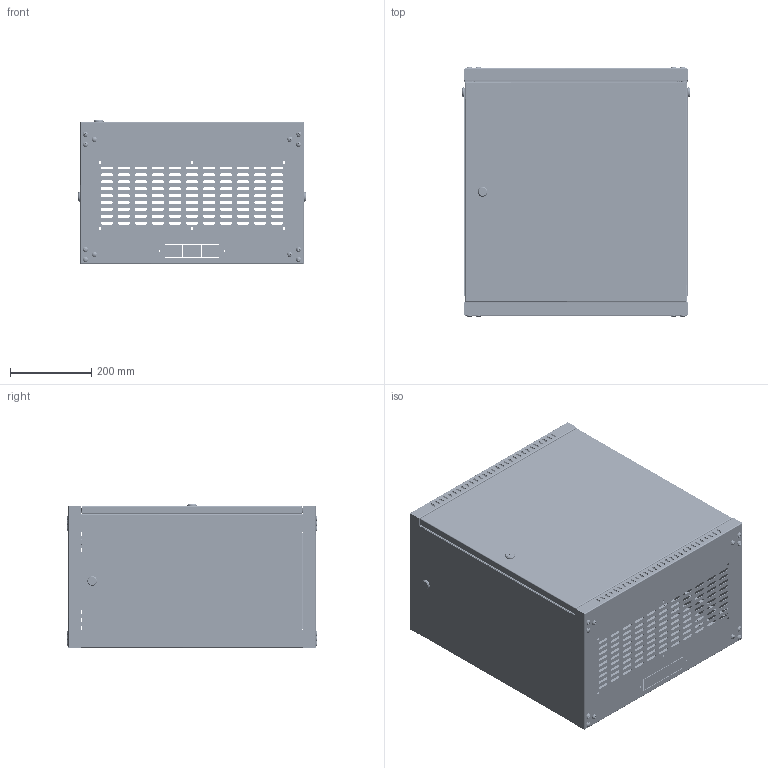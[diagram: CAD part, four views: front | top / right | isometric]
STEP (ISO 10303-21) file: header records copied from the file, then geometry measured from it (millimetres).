
FILE_DESCRIPTION (( 'STEP AP203' ), '1' );
FILE_NAME ('LWE3-12U53-MF-G.STEP', '2024-10-24T13:42:29', ( '' ), ( '' ), 'SwSTEP 2.0', 'SolidWorks 2022', '' );
FILE_SCHEMA (( 'CONFIG_CONTROL_DESIGN' ));
Length unit declared in the file: millimetre
Products named in the file (25): Винт полусфера с прессшайбой DIN 967_M6х16; Шпилька резьбовая М(DxL) PT DIN EN ISO 13918_6х12; АГИЕ 3202.02.00.000_-07; АГИЕ 3202.00.00.002_-04; Винт DIN 7985_М6х16, тип H; АГИЕ 3202.04.00.000_-04; АГИЕ 3202.06.00.000_-00; Винт резьбовыдавливающий М4x8_-00; АГИЕ 3202.04.00.001_-04; Замок 18-20_40 (YZK10-18-20-40); АГИЕ 3202.03.00.000_-02; АГИЕ 3202.02.00.001_-07; АГИЕ 3202.05.00.001_-08; Петля 2414-01-90 Yeeka; АГИЕ 3202.02.00.000_-06; АГИЕ 3202.05.00.000_-08; АГИЕ 3202.01.00.000_-00; АГИЕ 3202.03.00.001_-02; Контакт заземления однолепестковый Тип F1_DIN EN ISO 13918; АГИЕ 3202.01.00.001_-00; LWE3-12U53-MF-G; АГИЕ 3202.00.00.001_-00; Заклёпка резьбовая ум. бортик c насечкой_Заклепка резьбовая М6 ум. бортик с насечкой арт. 0371206009 Bralo S=1; Гайка кузовная М6_M 6; АГИЕ 3202.02.00.001_-06
Assembly tree (88 placements, depth 3):
  LWE3-12U53-MF-G
    АГИЕ 3202.01.00.000_-00  x2
      АГИЕ 3202.01.00.001_-00
      Шпилька резьбовая М(DxL) PT DIN EN ISO 13918_6х12
      Контакт заземления однолепестковый Тип F1_DIN EN ISO 13918
    АГИЕ 3202.02.00.000_-06  x2
      АГИЕ 3202.02.00.001_-06
      Заклёпка резьбовая ум. бортик c насечкой_Заклепка резьбовая М6 ум. бортик с насечкой арт. 0371206009 Bralo S=1
    АГИЕ 3202.02.00.000_-07  x2
      АГИЕ 3202.02.00.001_-07
      Заклёпка резьбовая ум. бортик c насечкой_Заклепка резьбовая М6 ум. бортик с насечкой арт. 0371206009 Bralo S=1
    АГИЕ 3202.06.00.000_-00  x4
      АГИЕ 3202.00.00.001_-00
      Заклёпка резьбовая ум. бортик c насечкой_Заклепка резьбовая М6 ум. бортик с насечкой арт. 0371206009 Bralo S=1
    АГИЕ 3202.00.00.002_-04  x2
    АГИЕ 3202.03.00.000_-02
      АГИЕ 3202.03.00.001_-02
      Контакт заземления однолепестковый Тип F1_DIN EN ISO 13918
    Петля 2414-01-90 Yeeka  x2
    АГИЕ 3202.05.00.000_-08  x2
      АГИЕ 3202.05.00.001_-08
      Контакт заземления однолепестковый Тип F1_DIN EN ISO 13918
    Замок 18-20_40 (YZK10-18-20-40)  x3
    АГИЕ 3202.04.00.000_-04
      АГИЕ 3202.04.00.001_-04
      Шпилька резьбовая М(DxL) PT DIN EN ISO 13918_6х12  x2
      Контакт заземления однолепестковый Тип F1_DIN EN ISO 13918
    Винт полусфера с прессшайбой DIN 967_M6х16  x24
    Гайка кузовная М6_M 6  x4
    Винт DIN 7985_М6х16, тип H  x4
    Винт резьбовыдавливающий М4x8_-00  x8
Bounding box: 561.4 x 617.84 x 354.7 mm (x, y, z)
Volume: 1918477.6 mm3; surface area: 3968583 mm2
Topology: 109 solids, 109 shells, 6865 faces, 18174 edges, 11648 vertices
Faces by surface type: plane 4033, cylinder 1914, cone 430, torus 280, bspline 136, sphere 72
Entity records: 83939 total; most frequent: CARTESIAN_POINT 18489, ORIENTED_EDGE 12818, DIRECTION 12276, EDGE_CURVE 6409, VECTOR 4468, LINE 4468, VERTEX_POINT 4117, AXIS2_PLACEMENT_3D 3904
